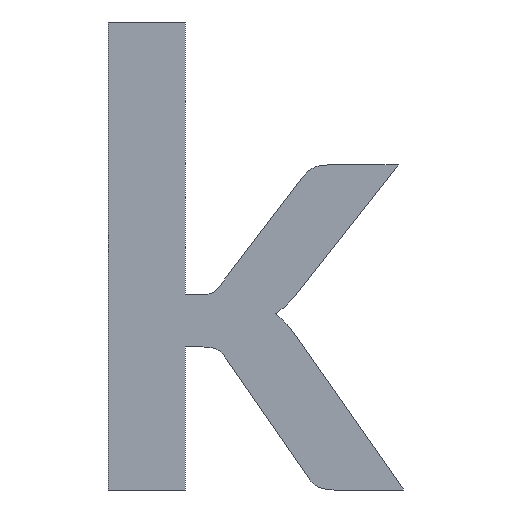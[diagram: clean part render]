
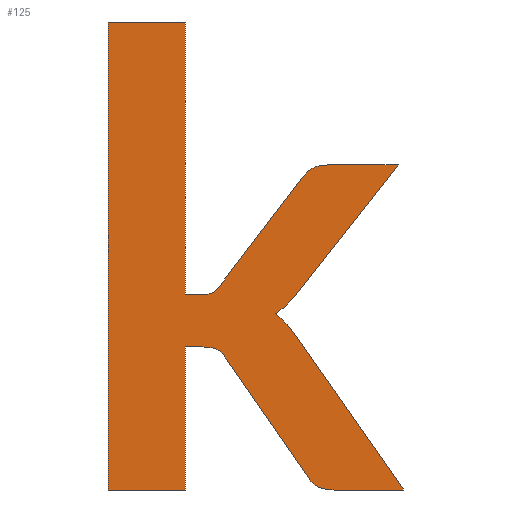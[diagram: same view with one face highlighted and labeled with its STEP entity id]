
A CAD part, front view. The second image highlights one B-rep face of the part: STEP entity #125.
In plain terms, the highlighted planar face has unit normal (0, -1, 0).
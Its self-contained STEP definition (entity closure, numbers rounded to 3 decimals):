
#12=CIRCLE('',#132,0.085);
#13=CIRCLE('',#133,0.054);
#14=CIRCLE('',#134,0.057);
#15=CIRCLE('',#135,0.098);
#16=CIRCLE('',#136,0.154);
#17=CIRCLE('',#137,0.21);
#18=CIRCLE('',#138,0.074);
#19=CIRCLE('',#139,0.096);
#20=CIRCLE('',#140,0.067);
#21=CIRCLE('',#141,0.076);
#22=ORIENTED_EDGE('',*,*,#46,.F.);
#23=ORIENTED_EDGE('',*,*,#47,.F.);
#24=ORIENTED_EDGE('',*,*,#48,.F.);
#25=ORIENTED_EDGE('',*,*,#49,.F.);
#26=ORIENTED_EDGE('',*,*,#50,.F.);
#27=ORIENTED_EDGE('',*,*,#51,.F.);
#28=ORIENTED_EDGE('',*,*,#52,.F.);
#29=ORIENTED_EDGE('',*,*,#53,.F.);
#30=ORIENTED_EDGE('',*,*,#54,.F.);
#31=ORIENTED_EDGE('',*,*,#55,.F.);
#32=ORIENTED_EDGE('',*,*,#56,.F.);
#33=ORIENTED_EDGE('',*,*,#57,.F.);
#34=ORIENTED_EDGE('',*,*,#58,.F.);
#35=ORIENTED_EDGE('',*,*,#59,.F.);
#36=ORIENTED_EDGE('',*,*,#60,.F.);
#37=ORIENTED_EDGE('',*,*,#61,.F.);
#38=ORIENTED_EDGE('',*,*,#62,.F.);
#39=ORIENTED_EDGE('',*,*,#63,.F.);
#40=ORIENTED_EDGE('',*,*,#64,.F.);
#41=ORIENTED_EDGE('',*,*,#65,.F.);
#42=ORIENTED_EDGE('',*,*,#66,.F.);
#43=ORIENTED_EDGE('',*,*,#67,.F.);
#44=ORIENTED_EDGE('',*,*,#68,.F.);
#45=ORIENTED_EDGE('',*,*,#69,.F.);
#46=EDGE_CURVE('',#70,#71,#94,.T.);
#47=EDGE_CURVE('',#72,#70,#95,.T.);
#48=EDGE_CURVE('',#73,#72,#96,.T.);
#49=EDGE_CURVE('',#74,#73,#97,.T.);
#50=EDGE_CURVE('',#75,#74,#98,.T.);
#51=EDGE_CURVE('',#76,#75,#99,.T.);
#52=EDGE_CURVE('',#77,#76,#12,.T.);
#53=EDGE_CURVE('',#78,#77,#13,.T.);
#54=EDGE_CURVE('',#79,#78,#100,.T.);
#55=EDGE_CURVE('',#80,#79,#14,.T.);
#56=EDGE_CURVE('',#81,#80,#15,.T.);
#57=EDGE_CURVE('',#82,#81,#101,.T.);
#58=EDGE_CURVE('',#83,#82,#102,.T.);
#59=EDGE_CURVE('',#84,#83,#103,.T.);
#60=EDGE_CURVE('',#85,#84,#16,.T.);
#61=EDGE_CURVE('',#86,#85,#17,.T.);
#62=EDGE_CURVE('',#87,#86,#104,.T.);
#63=EDGE_CURVE('',#88,#87,#105,.T.);
#64=EDGE_CURVE('',#89,#88,#18,.T.);
#65=EDGE_CURVE('',#90,#89,#19,.T.);
#66=EDGE_CURVE('',#91,#90,#106,.T.);
#67=EDGE_CURVE('',#92,#91,#20,.T.);
#68=EDGE_CURVE('',#93,#92,#21,.T.);
#69=EDGE_CURVE('',#71,#93,#107,.T.);
#70=VERTEX_POINT('',#183);
#71=VERTEX_POINT('',#184);
#72=VERTEX_POINT('',#186);
#73=VERTEX_POINT('',#188);
#74=VERTEX_POINT('',#190);
#75=VERTEX_POINT('',#192);
#76=VERTEX_POINT('',#194);
#77=VERTEX_POINT('',#196);
#78=VERTEX_POINT('',#198);
#79=VERTEX_POINT('',#200);
#80=VERTEX_POINT('',#202);
#81=VERTEX_POINT('',#204);
#82=VERTEX_POINT('',#206);
#83=VERTEX_POINT('',#208);
#84=VERTEX_POINT('',#210);
#85=VERTEX_POINT('',#212);
#86=VERTEX_POINT('',#214);
#87=VERTEX_POINT('',#216);
#88=VERTEX_POINT('',#218);
#89=VERTEX_POINT('',#220);
#90=VERTEX_POINT('',#222);
#91=VERTEX_POINT('',#224);
#92=VERTEX_POINT('',#226);
#93=VERTEX_POINT('',#228);
#94=LINE('',#182,#108);
#95=LINE('',#185,#109);
#96=LINE('',#187,#110);
#97=LINE('',#189,#111);
#98=LINE('',#191,#112);
#99=LINE('',#193,#113);
#100=LINE('',#199,#114);
#101=LINE('',#205,#115);
#102=LINE('',#207,#116);
#103=LINE('',#209,#117);
#104=LINE('',#215,#118);
#105=LINE('',#217,#119);
#106=LINE('',#223,#120);
#107=LINE('',#229,#121);
#108=VECTOR('',#146,1000.);
#109=VECTOR('',#147,1000.);
#110=VECTOR('',#148,1000.);
#111=VECTOR('',#149,1000.);
#112=VECTOR('',#150,1000.);
#113=VECTOR('',#151,1000.);
#114=VECTOR('',#156,1000.);
#115=VECTOR('',#161,1000.);
#116=VECTOR('',#162,1000.);
#117=VECTOR('',#163,1000.);
#118=VECTOR('',#168,1000.);
#119=VECTOR('',#169,1000.);
#120=VECTOR('',#174,1000.);
#121=VECTOR('',#179,1000.);
#122=EDGE_LOOP('',(#22,#23,#24,#25,#26,#27,#28,#29,#30,#31,#32,#33,#34,
#35,#36,#37,#38,#39,#40,#41,#42,#43,#44,#45));
#123=FACE_BOUND('',#122,.T.);
#124=PLANE('',#131);
#125=ADVANCED_FACE('',(#123),#124,.F.);
#131=AXIS2_PLACEMENT_3D('',#181,#144,#145);
#132=AXIS2_PLACEMENT_3D('',#195,#152,#153);
#133=AXIS2_PLACEMENT_3D('',#197,#154,#155);
#134=AXIS2_PLACEMENT_3D('',#201,#157,#158);
#135=AXIS2_PLACEMENT_3D('',#203,#159,#160);
#136=AXIS2_PLACEMENT_3D('',#211,#164,#165);
#137=AXIS2_PLACEMENT_3D('',#213,#166,#167);
#138=AXIS2_PLACEMENT_3D('',#219,#170,#171);
#139=AXIS2_PLACEMENT_3D('',#221,#172,#173);
#140=AXIS2_PLACEMENT_3D('',#225,#175,#176);
#141=AXIS2_PLACEMENT_3D('',#227,#177,#178);
#144=DIRECTION('',(0.,1.,0.));
#145=DIRECTION('',(-1.,0.,0.));
#146=DIRECTION('',(0.,0.,-1.));
#147=DIRECTION('',(1.,0.,0.));
#148=DIRECTION('',(0.,0.,1.));
#149=DIRECTION('',(-1.,0.,0.));
#150=DIRECTION('',(0.,0.,-1.));
#151=DIRECTION('',(-1.,0.,0.));
#152=DIRECTION('',(0.,-1.,0.));
#153=DIRECTION('',(0.358,0.,0.934));
#154=DIRECTION('',(0.,-1.,0.));
#155=DIRECTION('',(0.882,0.,0.472));
#156=DIRECTION('',(-0.569,0.,0.823));
#157=DIRECTION('',(0.,1.,0.));
#158=DIRECTION('',(-0.431,0.,-0.902));
#159=DIRECTION('',(0.,1.,0.));
#160=DIRECTION('',(0.02,0.,-1.));
#161=DIRECTION('',(-1.,0.,0.));
#162=DIRECTION('',(0.573,0.,-0.819));
#163=DIRECTION('',(0.608,0.,-0.794));
#164=DIRECTION('',(0.,1.,0.));
#165=DIRECTION('',(0.583,0.,0.813));
#166=DIRECTION('',(0.,1.,0.));
#167=DIRECTION('',(0.826,0.,-0.564));
#168=DIRECTION('',(-0.619,0.,-0.785));
#169=DIRECTION('',(1.,0.,0.));
#170=DIRECTION('',(0.,1.,0.));
#171=DIRECTION('',(-0.478,0.,0.878));
#172=DIRECTION('',(0.,1.,0.));
#173=DIRECTION('',(-0.817,0.,0.577));
#174=DIRECTION('',(0.605,0.,0.796));
#175=DIRECTION('',(0.,-1.,0.));
#176=DIRECTION('',(0.511,0.,-0.86));
#177=DIRECTION('',(0.,-1.,0.));
#178=DIRECTION('',(-0.041,0.,-0.999));
#179=DIRECTION('',(1.,0.,0.));
#181=CARTESIAN_POINT('',(4.732,0.,1.152));
#182=CARTESIAN_POINT('',(4.732,0.,1.152));
#183=CARTESIAN_POINT('',(4.732,0.,1.152));
#184=CARTESIAN_POINT('',(4.732,0.,0.48));
#185=CARTESIAN_POINT('',(4.542,0.,1.152));
#186=CARTESIAN_POINT('',(4.542,0.,1.152));
#187=CARTESIAN_POINT('',(4.542,0.,0.));
#188=CARTESIAN_POINT('',(4.542,0.,0.));
#189=CARTESIAN_POINT('',(4.732,0.,0.));
#190=CARTESIAN_POINT('',(4.732,0.,0.));
#191=CARTESIAN_POINT('',(4.732,0.,0.352));
#192=CARTESIAN_POINT('',(4.732,0.,0.352));
#193=CARTESIAN_POINT('',(4.775,0.,0.352));
#194=CARTESIAN_POINT('',(4.775,0.,0.352));
#195=CARTESIAN_POINT('',(4.779,0.,0.267));
#196=CARTESIAN_POINT('',(4.809,0.,0.347));
#197=CARTESIAN_POINT('',(4.784,0.,0.299));
#198=CARTESIAN_POINT('',(4.831,0.,0.325));
#199=CARTESIAN_POINT('',(5.033,0.,0.033));
#200=CARTESIAN_POINT('',(5.033,0.,0.033));
#201=CARTESIAN_POINT('',(5.084,0.,0.059));
#202=CARTESIAN_POINT('',(5.059,0.,0.007));
#203=CARTESIAN_POINT('',(5.095,0.,0.098));
#204=CARTESIAN_POINT('',(5.098,0.,0.));
#205=CARTESIAN_POINT('',(5.269,0.,0.));
#206=CARTESIAN_POINT('',(5.269,0.,0.));
#207=CARTESIAN_POINT('',(5.007,0.,0.375));
#208=CARTESIAN_POINT('',(5.007,0.,0.375));
#209=CARTESIAN_POINT('',(4.994,0.,0.391));
#210=CARTESIAN_POINT('',(4.982,0.,0.407));
#211=CARTESIAN_POINT('',(4.864,0.,0.309));
#212=CARTESIAN_POINT('',(4.954,0.,0.434));
#213=CARTESIAN_POINT('',(4.837,0.,0.608));
#214=CARTESIAN_POINT('',(5.01,0.,0.49));
#215=CARTESIAN_POINT('',(5.255,0.,0.8));
#216=CARTESIAN_POINT('',(5.255,0.,0.8));
#217=CARTESIAN_POINT('',(5.082,0.,0.8));
#218=CARTESIAN_POINT('',(5.082,0.,0.8));
#219=CARTESIAN_POINT('',(5.079,0.,0.726));
#220=CARTESIAN_POINT('',(5.043,0.,0.791));
#221=CARTESIAN_POINT('',(5.094,0.,0.71));
#222=CARTESIAN_POINT('',(5.016,0.,0.765));
#223=CARTESIAN_POINT('',(4.82,0.,0.507));
#224=CARTESIAN_POINT('',(4.82,0.,0.507));
#225=CARTESIAN_POINT('',(4.763,0.,0.542));
#226=CARTESIAN_POINT('',(4.797,0.,0.485));
#227=CARTESIAN_POINT('',(4.77,0.,0.556));
#228=CARTESIAN_POINT('',(4.767,0.,0.48));
#229=CARTESIAN_POINT('',(4.732,0.,0.48));
